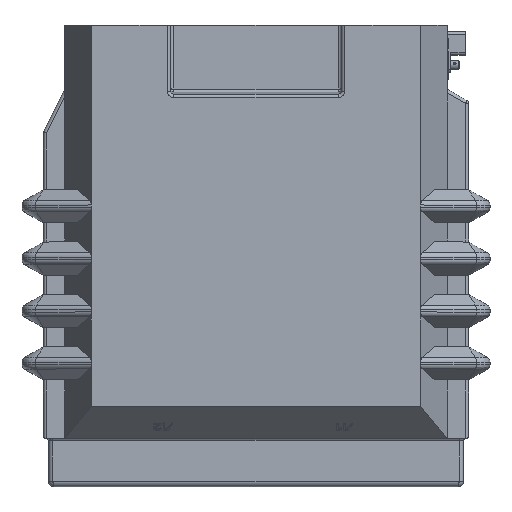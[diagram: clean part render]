
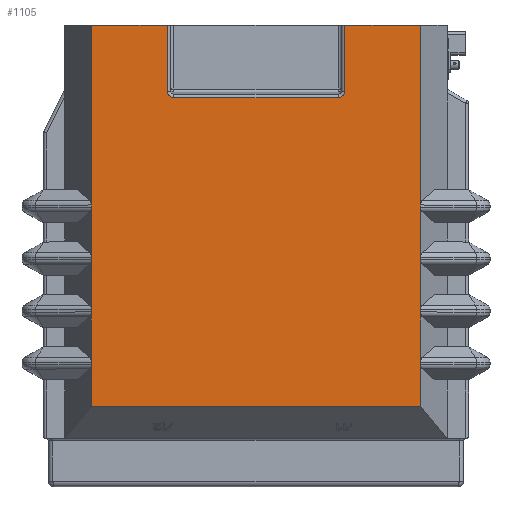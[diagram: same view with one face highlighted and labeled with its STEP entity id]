
A CAD part, top view. The second image highlights one B-rep face of the part: STEP entity #1105.
In plain terms, the highlighted planar face has unit normal (0, 0, 1).
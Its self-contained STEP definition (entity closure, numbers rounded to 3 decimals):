
#1105=ADVANCED_FACE('',(#21051),#21053,.T.);
#21051=FACE_BOUND('',#21052,.T.);
#21052=EDGE_LOOP('',(#42190,#42191,#42192,#42193,#42194,#42195,#42196,#42197,#42198,
#42199,#42200,#42201,#42202,#42203,#42204,#42205,#42206,#42207,#42208,#42209,#42210,
#42211,#42212,#42213,#42214,#42215));
#21053=PLANE('',#21054);
#21054=AXIS2_PLACEMENT_3D('',#21055,#21056,#21057);
#21055=CARTESIAN_POINT('',(44.,0.,0.));
#21056=DIRECTION('',(0.,0.,1.));
#21057=DIRECTION('',(0.,1.,0.));
#42190=ORIENTED_EDGE('',*,*,#54353,.T.);
#42191=ORIENTED_EDGE('',*,*,#54354,.F.);
#42192=ORIENTED_EDGE('',*,*,#54355,.T.);
#42193=ORIENTED_EDGE('',*,*,#54356,.T.);
#42194=ORIENTED_EDGE('',*,*,#54357,.F.);
#42195=ORIENTED_EDGE('',*,*,#54358,.T.);
#42196=ORIENTED_EDGE('',*,*,#54359,.F.);
#42197=ORIENTED_EDGE('',*,*,#54360,.T.);
#42198=ORIENTED_EDGE('',*,*,#54361,.T.);
#42199=ORIENTED_EDGE('',*,*,#54362,.T.);
#42200=ORIENTED_EDGE('',*,*,#54363,.T.);
#42201=ORIENTED_EDGE('',*,*,#54364,.T.);
#42202=ORIENTED_EDGE('',*,*,#54365,.T.);
#42203=ORIENTED_EDGE('',*,*,#54366,.T.);
#42204=ORIENTED_EDGE('',*,*,#54367,.T.);
#42205=ORIENTED_EDGE('',*,*,#54368,.T.);
#42206=ORIENTED_EDGE('',*,*,#54369,.T.);
#42207=ORIENTED_EDGE('',*,*,#54370,.T.);
#42208=ORIENTED_EDGE('',*,*,#54084,.T.);
#42209=ORIENTED_EDGE('',*,*,#54351,.F.);
#42210=ORIENTED_EDGE('',*,*,#54371,.T.);
#42211=ORIENTED_EDGE('',*,*,#54372,.F.);
#42212=ORIENTED_EDGE('',*,*,#54373,.T.);
#42213=ORIENTED_EDGE('',*,*,#54374,.F.);
#42214=ORIENTED_EDGE('',*,*,#54375,.T.);
#42215=ORIENTED_EDGE('',*,*,#54376,.F.);
#54084=EDGE_CURVE('',#60239,#60237,#60240,.F.);
#54351=EDGE_CURVE('',#60744,#60237,#60747,.T.);
#54353=EDGE_CURVE('',#60749,#60750,#60751,.F.);
#54354=EDGE_CURVE('',#60752,#60750,#60753,.T.);
#54355=EDGE_CURVE('',#60752,#60754,#60755,.T.);
#54356=EDGE_CURVE('',#60754,#60756,#60757,.F.);
#54357=EDGE_CURVE('',#60758,#60756,#60759,.F.);
#54358=EDGE_CURVE('',#60758,#60760,#60761,.F.);
#54359=EDGE_CURVE('',#60762,#60760,#60763,.T.);
#54360=EDGE_CURVE('',#60762,#60764,#60765,.F.);
#54361=EDGE_CURVE('',#60764,#60766,#60767,.T.);
#54362=EDGE_CURVE('',#60766,#60768,#60769,.T.);
#54363=EDGE_CURVE('',#60768,#60770,#60771,.F.);
#54364=EDGE_CURVE('',#60770,#60772,#60773,.T.);
#54365=EDGE_CURVE('',#60772,#60774,#60775,.F.);
#54366=EDGE_CURVE('',#60774,#60776,#60777,.T.);
#54367=EDGE_CURVE('',#60776,#60778,#60779,.F.);
#54368=EDGE_CURVE('',#60778,#60780,#60781,.T.);
#54369=EDGE_CURVE('',#60780,#60782,#60783,.F.);
#54370=EDGE_CURVE('',#60782,#60239,#60784,.T.);
#54371=EDGE_CURVE('',#60744,#60785,#60786,.F.);
#54372=EDGE_CURVE('',#60787,#60785,#60788,.T.);
#54373=EDGE_CURVE('',#60787,#60789,#60790,.F.);
#54374=EDGE_CURVE('',#60791,#60789,#60792,.T.);
#54375=EDGE_CURVE('',#60791,#60793,#60794,.F.);
#54376=EDGE_CURVE('',#60749,#60793,#60795,.T.);
#60237=VERTEX_POINT('',#70483);
#60239=VERTEX_POINT('',#70487);
#60240=LINE('',#70488,#70489);
#60744=VERTEX_POINT('',#71694);
#60747=LINE('',#71700,#71701);
#60749=VERTEX_POINT('',#71706);
#60750=VERTEX_POINT('',#71707);
#60751=LINE('',#71708,#71709);
#60752=VERTEX_POINT('',#71711);
#60753=LINE('',#71712,#71713);
#60754=VERTEX_POINT('',#71715);
#60755=LINE('',#71716,#71717);
#60756=VERTEX_POINT('',#71719);
#60757=LINE('',#71720,#71721);
#60758=VERTEX_POINT('',#71723);
#60759=(BOUNDED_CURVE()B_SPLINE_CURVE(3,
(#71724,#71725,#71726,#71727),
.UNSPECIFIED.,.F.,.F.)B_SPLINE_CURVE_WITH_KNOTS((4,4),
(0.,1.),
.UNSPECIFIED.)CURVE()GEOMETRIC_REPRESENTATION_ITEM()RATIONAL_B_SPLINE_CURVE((1.,
0.805,0.805,1.))REPRESENTATION_ITEM(''));
#60760=VERTEX_POINT('',#71728);
#60761=LINE('',#71729,#71730);
#60762=VERTEX_POINT('',#71732);
#60763=(BOUNDED_CURVE()B_SPLINE_CURVE(3,
(#71733,#71734,#71735,#71736),
.UNSPECIFIED.,.F.,.F.)B_SPLINE_CURVE_WITH_KNOTS((4,4),
(0.,1.),
.UNSPECIFIED.)CURVE()GEOMETRIC_REPRESENTATION_ITEM()RATIONAL_B_SPLINE_CURVE((1.,
0.805,0.805,1.))REPRESENTATION_ITEM(''));
#60764=VERTEX_POINT('',#71737);
#60765=LINE('',#71738,#71739);
#60766=VERTEX_POINT('',#71741);
#60767=LINE('',#71742,#71743);
#60768=VERTEX_POINT('',#71745);
#60769=LINE('',#71746,#71747);
#60770=VERTEX_POINT('',#71749);
#60771=LINE('',#71750,#71751);
#60772=VERTEX_POINT('',#71753);
#60773=LINE('',#71754,#71755);
#60774=VERTEX_POINT('',#71757);
#60775=LINE('',#71758,#71759);
#60776=VERTEX_POINT('',#71761);
#60777=LINE('',#71762,#71763);
#60778=VERTEX_POINT('',#71765);
#60779=LINE('',#71766,#71767);
#60780=VERTEX_POINT('',#71769);
#60781=LINE('',#71770,#71771);
#60782=VERTEX_POINT('',#71773);
#60783=LINE('',#71774,#71775);
#60784=LINE('',#71777,#71778);
#60785=VERTEX_POINT('',#71780);
#60786=LINE('',#71781,#71782);
#60787=VERTEX_POINT('',#71784);
#60788=LINE('',#71785,#71786);
#60789=VERTEX_POINT('',#71788);
#60790=LINE('',#71789,#71790);
#60791=VERTEX_POINT('',#71792);
#60792=LINE('',#71793,#71794);
#60793=VERTEX_POINT('',#71796);
#60794=LINE('',#71797,#71798);
#60795=LINE('',#71800,#71801);
#70483=CARTESIAN_POINT('',(-21.,30.,0.));
#70487=CARTESIAN_POINT('',(-329.,30.,0.));
#70488=CARTESIAN_POINT('',(-21.,30.,0.));
#70489=VECTOR('',#70490,1.);
#70490=DIRECTION('',(-1.,0.,0.));
#71694=CARTESIAN_POINT('',(-21.,69.434,0.));
#71700=CARTESIAN_POINT('',(-21.,69.434,0.));
#71701=VECTOR('',#71702,1.);
#71702=DIRECTION('',(0.,-1.,0.));
#71706=CARTESIAN_POINT('',(-21.,216.434,0.));
#71707=CARTESIAN_POINT('',(-21.,218.566,0.));
#71708=CARTESIAN_POINT('',(-21.,218.566,0.));
#71709=VECTOR('',#71710,1.);
#71710=DIRECTION('',(0.,-1.,0.));
#71711=CARTESIAN_POINT('',(-21.,387.,0.));
#71712=CARTESIAN_POINT('',(-21.,387.,0.));
#71713=VECTOR('',#71714,1.);
#71714=DIRECTION('',(0.,-1.,0.));
#71715=CARTESIAN_POINT('',(-92.,387.,0.));
#71716=CARTESIAN_POINT('',(-21.,387.,0.));
#71717=VECTOR('',#71718,1.);
#71718=DIRECTION('',(-1.,0.,0.));
#71719=CARTESIAN_POINT('',(-92.,325.161,0.));
#71720=CARTESIAN_POINT('',(-92.,325.161,0.));
#71721=VECTOR('',#71722,1.);
#71722=DIRECTION('',(0.,1.,0.));
#71723=CARTESIAN_POINT('',(-98.,319.153,0.));
#71724=CARTESIAN_POINT('',(-92.,325.161,0.));
#71725=CARTESIAN_POINT('',(-92.,321.642,0.));
#71726=CARTESIAN_POINT('',(-94.485,319.153,0.));
#71727=CARTESIAN_POINT('',(-98.,319.153,0.));
#71728=CARTESIAN_POINT('',(-252.,319.153,0.));
#71729=CARTESIAN_POINT('',(-252.,319.153,0.));
#71730=VECTOR('',#71731,1.);
#71731=DIRECTION('',(1.,0.,0.));
#71732=CARTESIAN_POINT('',(-258.,325.161,0.));
#71733=CARTESIAN_POINT('',(-258.,325.161,0.));
#71734=CARTESIAN_POINT('',(-258.,321.642,0.));
#71735=CARTESIAN_POINT('',(-255.515,319.153,0.));
#71736=CARTESIAN_POINT('',(-252.,319.153,0.));
#71737=CARTESIAN_POINT('',(-258.,387.,0.));
#71738=CARTESIAN_POINT('',(-258.,387.,0.));
#71739=VECTOR('',#71740,1.);
#71740=DIRECTION('',(0.,-1.,0.));
#71741=CARTESIAN_POINT('',(-329.,387.,0.));
#71742=CARTESIAN_POINT('',(-258.,387.,0.));
#71743=VECTOR('',#71744,1.);
#71744=DIRECTION('',(-1.,0.,0.));
#71745=CARTESIAN_POINT('',(-329.,218.566,0.));
#71746=CARTESIAN_POINT('',(-329.,387.,0.));
#71747=VECTOR('',#71748,1.);
#71748=DIRECTION('',(0.,-1.,0.));
#71749=CARTESIAN_POINT('',(-329.,216.434,0.));
#71750=CARTESIAN_POINT('',(-329.,216.434,0.));
#71751=VECTOR('',#71752,1.);
#71752=DIRECTION('',(0.,1.,0.));
#71753=CARTESIAN_POINT('',(-329.,169.566,0.));
#71754=CARTESIAN_POINT('',(-329.,216.434,0.));
#71755=VECTOR('',#71756,1.);
#71756=DIRECTION('',(0.,-1.,0.));
#71757=CARTESIAN_POINT('',(-329.,167.434,0.));
#71758=CARTESIAN_POINT('',(-329.,167.434,0.));
#71759=VECTOR('',#71760,1.);
#71760=DIRECTION('',(0.,1.,0.));
#71761=CARTESIAN_POINT('',(-329.,120.566,0.));
#71762=CARTESIAN_POINT('',(-329.,167.434,0.));
#71763=VECTOR('',#71764,1.);
#71764=DIRECTION('',(0.,-1.,0.));
#71765=CARTESIAN_POINT('',(-329.,118.434,0.));
#71766=CARTESIAN_POINT('',(-329.,118.434,0.));
#71767=VECTOR('',#71768,1.);
#71768=DIRECTION('',(0.,1.,0.));
#71769=CARTESIAN_POINT('',(-329.,71.566,0.));
#71770=CARTESIAN_POINT('',(-329.,118.434,0.));
#71771=VECTOR('',#71772,1.);
#71772=DIRECTION('',(0.,-1.,0.));
#71773=CARTESIAN_POINT('',(-329.,69.434,0.));
#71774=CARTESIAN_POINT('',(-329.,69.434,0.));
#71775=VECTOR('',#71776,1.);
#71776=DIRECTION('',(0.,1.,0.));
#71777=CARTESIAN_POINT('',(-329.,69.434,0.));
#71778=VECTOR('',#71779,1.);
#71779=DIRECTION('',(0.,-1.,0.));
#71780=CARTESIAN_POINT('',(-21.,71.566,0.));
#71781=CARTESIAN_POINT('',(-21.,71.566,0.));
#71782=VECTOR('',#71783,1.);
#71783=DIRECTION('',(0.,-1.,0.));
#71784=CARTESIAN_POINT('',(-21.,118.434,0.));
#71785=CARTESIAN_POINT('',(-21.,118.434,0.));
#71786=VECTOR('',#71787,1.);
#71787=DIRECTION('',(0.,-1.,0.));
#71788=CARTESIAN_POINT('',(-21.,120.566,0.));
#71789=CARTESIAN_POINT('',(-21.,120.566,0.));
#71790=VECTOR('',#71791,1.);
#71791=DIRECTION('',(0.,-1.,0.));
#71792=CARTESIAN_POINT('',(-21.,167.434,0.));
#71793=CARTESIAN_POINT('',(-21.,167.434,0.));
#71794=VECTOR('',#71795,1.);
#71795=DIRECTION('',(0.,-1.,0.));
#71796=CARTESIAN_POINT('',(-21.,169.566,0.));
#71797=CARTESIAN_POINT('',(-21.,169.566,0.));
#71798=VECTOR('',#71799,1.);
#71799=DIRECTION('',(0.,-1.,0.));
#71800=CARTESIAN_POINT('',(-21.,216.434,0.));
#71801=VECTOR('',#71802,1.);
#71802=DIRECTION('',(0.,-1.,0.));
